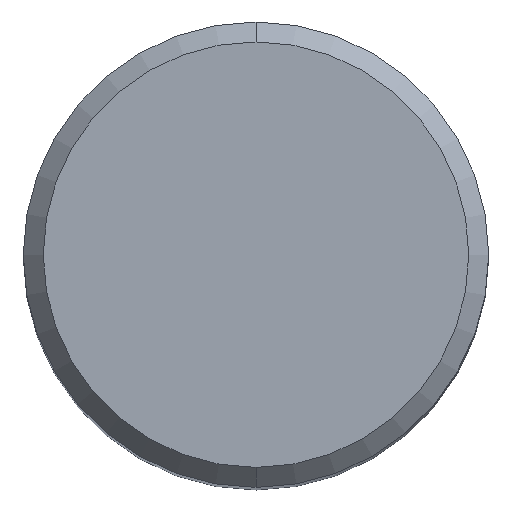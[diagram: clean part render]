
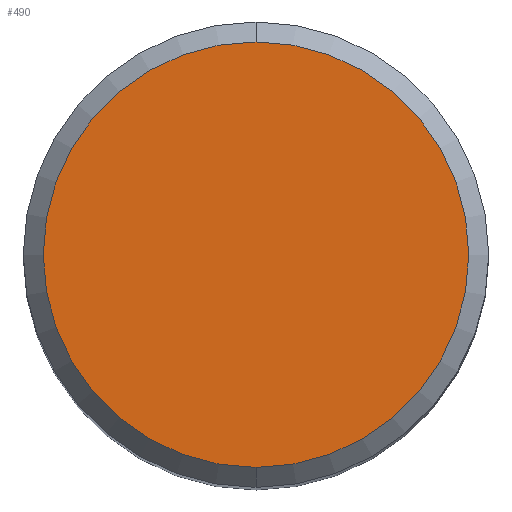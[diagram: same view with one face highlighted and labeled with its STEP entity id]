
A CAD part, top view. The second image highlights one B-rep face of the part: STEP entity #490.
In plain terms, the highlighted planar face has unit normal (0, 0, 1).
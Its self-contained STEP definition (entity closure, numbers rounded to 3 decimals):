
#348=EDGE_CURVE('',#620,#828,#957,.T.);
#456=EDGE_CURVE('',#828,#620,#1076,.T.);
#490=ADVANCED_FACE('',(#1113),#1114,.T.);
#620=VERTEX_POINT('',#1257);
#828=VERTEX_POINT('',#1480);
#957=CIRCLE('',#1634,6.4);
#1076=CIRCLE('',#2191,6.4);
#1113=FACE_OUTER_BOUND('',#2391,.T.);
#1114=PLANE('',#2392);
#1257=CARTESIAN_POINT('',(0.,-6.4,0.0));
#1480=CARTESIAN_POINT('',(0.0,6.4,0.0));
#1634=AXIS2_PLACEMENT_3D('',#7161,#7162,#7163);
#2191=AXIS2_PLACEMENT_3D('',#7296,#7297,#7298);
#2391=EDGE_LOOP('',(#7344,#7345));
#2392=AXIS2_PLACEMENT_3D('',#7346,#7347,#7348);
#7161=CARTESIAN_POINT('',(0.0,0.0,0.0));
#7162=DIRECTION('',(0.0,0.0,-1.0));
#7163=DIRECTION('',(0.0,1.0,0.0));
#7296=CARTESIAN_POINT('',(0.0,0.0,0.0));
#7297=DIRECTION('',(0.0,0.0,-1.0));
#7298=DIRECTION('',(0.0,1.0,0.0));
#7344=ORIENTED_EDGE('',*,*,#456,.F.);
#7345=ORIENTED_EDGE('',*,*,#348,.F.);
#7346=CARTESIAN_POINT('',(0.0,3.2,0.0));
#7347=DIRECTION('',(-0.0,0.0,1.0));
#7348=DIRECTION('',(0.0,-1.0,0.0));
